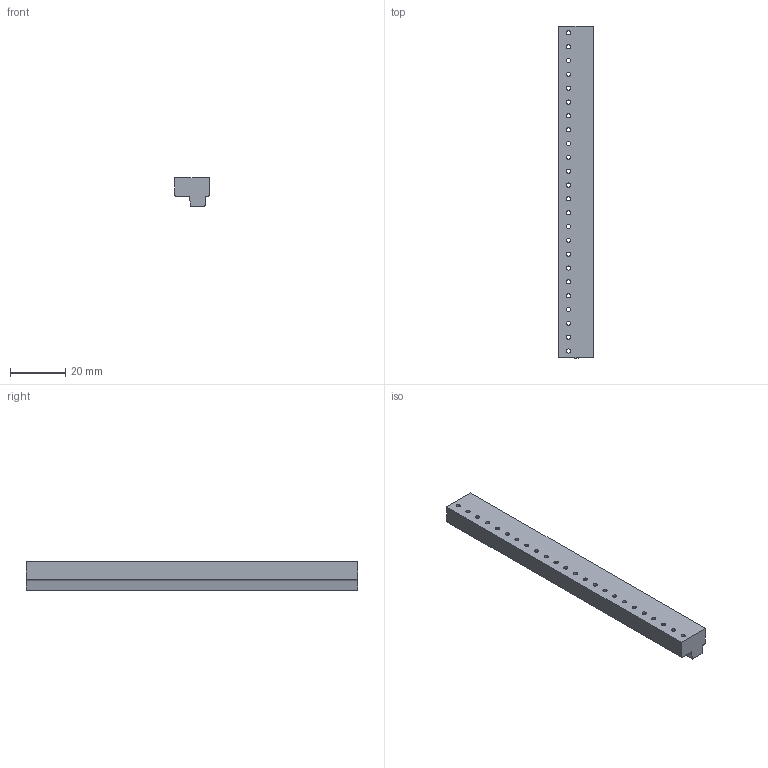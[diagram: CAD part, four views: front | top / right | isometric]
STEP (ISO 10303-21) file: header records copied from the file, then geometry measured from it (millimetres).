
FILE_DESCRIPTION((''),'2;1');
FILE_NAME('TL222T-XXP','2024-12-09T08:51:30',('sheji'),(''),'CREO PARAMETRIC BY PTC INC, 2018100','CREO PARAMETRIC BY PTC INC, 2018100','');
FILE_SCHEMA(('CONFIG_CONTROL_DESIGN'));
Length unit declared in the file: millimetre
Products named in the file (1): TL222T-XXP
Bounding box: 12.4 x 120 x 10.3 mm (x, y, z)
Volume: 10471.7 mm3; surface area: 8703.8 mm2
Topology: 1 solids, 1 shells, 1310 faces, 3492 edges, 2280 vertices
Faces by surface type: plane 1090, cylinder 220
Entity records: 40354 total; most frequent: CARTESIAN_POINT 7082, ORIENTED_EDGE 6984, DIRECTION 6648, EDGE_CURVE 3492, VECTOR 2956, LINE 2956, VERTEX_POINT 2280, AXIS2_PLACEMENT_3D 1846
